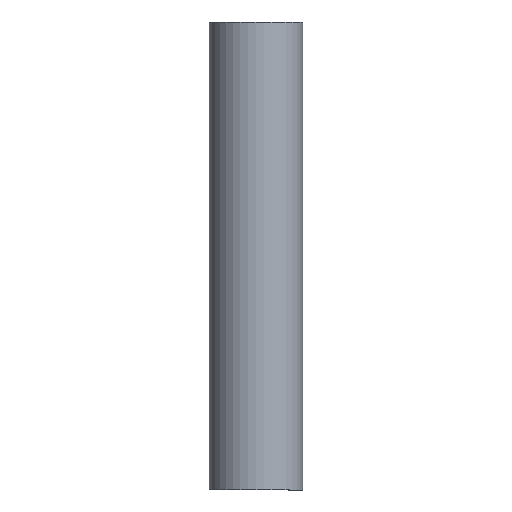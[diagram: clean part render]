
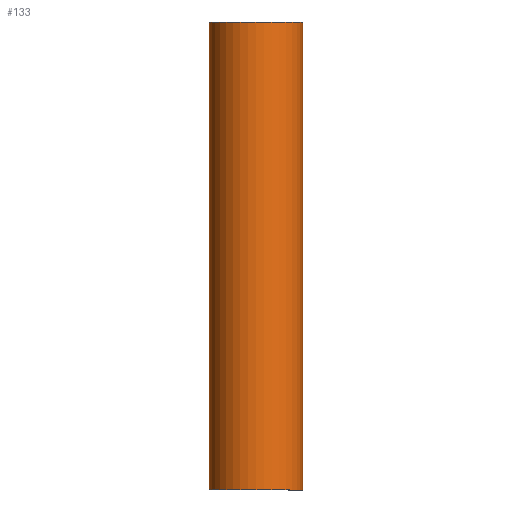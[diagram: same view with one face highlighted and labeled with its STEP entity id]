
A CAD part, front view. The second image highlights one B-rep face of the part: STEP entity #133.
In plain terms, the highlighted cylindrical face has radius 40 mm (diameter 80 mm), a partial arc.
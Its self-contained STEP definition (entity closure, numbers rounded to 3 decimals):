
#21 = CARTESIAN_POINT ( 'NONE',  ( 0., 0., 200. ) ) ;
#33 = LINE ( 'NONE', #189, #267 ) ;
#44 = DIRECTION ( 'NONE',  ( 0., 0., 1. ) ) ;
#59 = VERTEX_POINT ( 'NONE', #413 ) ;
#65 = EDGE_CURVE ( 'NONE', #59, #290, #68, .T. ) ;
#68 = CIRCLE ( 'NONE', #222, 40. ) ;
#79 = CARTESIAN_POINT ( 'NONE',  ( 0., 0., -200. ) ) ;
#95 = CARTESIAN_POINT ( 'NONE',  ( -40., 0., -200. ) ) ;
#99 = CARTESIAN_POINT ( 'NONE',  ( 40., 0., -200. ) ) ;
#115 = CYLINDRICAL_SURFACE ( 'NONE', #325, 40. ) ;
#133 = ADVANCED_FACE ( 'NONE', ( #339 ), #115, .T. ) ;
#154 = VECTOR ( 'NONE', #253, 1000. ) ;
#170 = ORIENTED_EDGE ( 'NONE', *, *, #431, .F. ) ;
#173 = EDGE_LOOP ( 'NONE', ( #170, #261, #184, #322 ) ) ;
#184 = ORIENTED_EDGE ( 'NONE', *, *, #444, .T. ) ;
#189 = CARTESIAN_POINT ( 'NONE',  ( -40., 0., -200. ) ) ;
#199 = DIRECTION ( 'NONE',  ( 1., 0., 0. ) ) ;
#209 = DIRECTION ( 'NONE',  ( 0., 0., -1. ) ) ;
#220 = DIRECTION ( 'NONE',  ( 0., 0., 1. ) ) ;
#222 = AXIS2_PLACEMENT_3D ( 'NONE', #451, #376, #302 ) ;
#229 = VERTEX_POINT ( 'NONE', #427 ) ;
#253 = DIRECTION ( 'NONE',  ( 0., 0., 1. ) ) ;
#261 = ORIENTED_EDGE ( 'NONE', *, *, #65, .F. ) ;
#267 = VECTOR ( 'NONE', #220, 1000. ) ;
#276 = EDGE_CURVE ( 'NONE', #406, #229, #288, .T. ) ;
#288 = CIRCLE ( 'NONE', #350, 40. ) ;
#290 = VERTEX_POINT ( 'NONE', #95 ) ;
#302 = DIRECTION ( 'NONE',  ( -1., 0., 0. ) ) ;
#322 = ORIENTED_EDGE ( 'NONE', *, *, #276, .T. ) ;
#323 = CARTESIAN_POINT ( 'NONE',  ( 40., 0., 200. ) ) ;
#325 = AXIS2_PLACEMENT_3D ( 'NONE', #79, #44, #199 ) ;
#333 = LINE ( 'NONE', #99, #154 ) ;
#339 = FACE_OUTER_BOUND ( 'NONE', #173, .T. ) ;
#350 = AXIS2_PLACEMENT_3D ( 'NONE', #21, #209, #351 ) ;
#351 = DIRECTION ( 'NONE',  ( -1., 0., 0. ) ) ;
#376 = DIRECTION ( 'NONE',  ( 0., 0., -1. ) ) ;
#406 = VERTEX_POINT ( 'NONE', #323 ) ;
#413 = CARTESIAN_POINT ( 'NONE',  ( 40., 0., -200. ) ) ;
#427 = CARTESIAN_POINT ( 'NONE',  ( -40., 0., 200. ) ) ;
#431 = EDGE_CURVE ( 'NONE', #290, #229, #33, .T. ) ;
#444 = EDGE_CURVE ( 'NONE', #59, #406, #333, .T. ) ;
#451 = CARTESIAN_POINT ( 'NONE',  ( 0., 0., -200. ) ) ;
